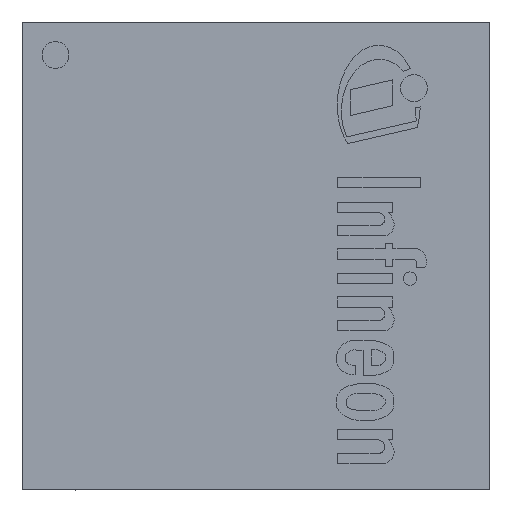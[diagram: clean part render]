
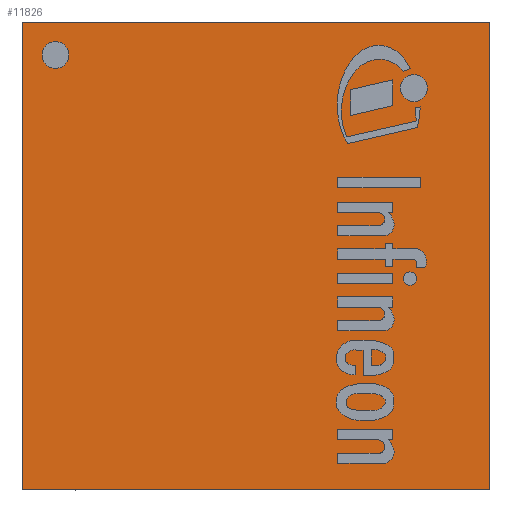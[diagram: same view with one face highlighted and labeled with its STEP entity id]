
A CAD part, top view. The second image highlights one B-rep face of the part: STEP entity #11826.
In plain terms, the highlighted planar face has unit normal (0, 0, 1).
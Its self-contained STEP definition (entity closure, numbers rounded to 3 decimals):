
#244=LINE('',#16883,#1663);
#245=LINE('',#16885,#1664);
#246=LINE('',#16887,#1665);
#247=LINE('',#16888,#1666);
#1663=VECTOR('',#13574,1.);
#1664=VECTOR('',#13575,1.);
#1665=VECTOR('',#13576,1.);
#1666=VECTOR('',#13577,1.);
#3083=PLANE('',#12621);
#3650=FACE_BOUND('',#4384,.T.);
#3661=FACE_OUTER_BOUND('',#4383,.T.);
#4383=EDGE_LOOP('',(#8247,#8248,#8249,#8250));
#4384=EDGE_LOOP('',(#8251));
#5111=CIRCLE('',#12618,0.2);
#5363=VERTEX_POINT('',#16875);
#5365=VERTEX_POINT('',#16881);
#5366=VERTEX_POINT('',#16882);
#5367=VERTEX_POINT('',#16884);
#5368=VERTEX_POINT('',#16886);
#6517=EDGE_CURVE('',#5363,#5363,#5111,.T.);
#6519=EDGE_CURVE('',#5365,#5366,#244,.T.);
#6520=EDGE_CURVE('',#5367,#5365,#245,.T.);
#6521=EDGE_CURVE('',#5368,#5367,#246,.T.);
#6522=EDGE_CURVE('',#5366,#5368,#247,.T.);
#8247=ORIENTED_EDGE('',*,*,#6519,.F.);
#8248=ORIENTED_EDGE('',*,*,#6520,.F.);
#8249=ORIENTED_EDGE('',*,*,#6521,.F.);
#8250=ORIENTED_EDGE('',*,*,#6522,.F.);
#8251=ORIENTED_EDGE('',*,*,#6517,.F.);
#11826=ADVANCED_FACE('',(#3661,#3650),#3083,.T.);
#12618=AXIS2_PLACEMENT_3D('',#16876,#13566,#13567);
#12621=AXIS2_PLACEMENT_3D('',#16880,#13572,#13573);
#13566=DIRECTION('center_axis',(0.,0.,1.));
#13567=DIRECTION('ref_axis',(0.,1.,0.));
#13572=DIRECTION('center_axis',(0.,0.,1.));
#13573=DIRECTION('ref_axis',(1.,0.,0.));
#13574=DIRECTION('',(0.,-1.,0.));
#13575=DIRECTION('',(1.,0.,0.));
#13576=DIRECTION('',(0.,1.,0.));
#13577=DIRECTION('',(-1.,0.,0.));
#16875=CARTESIAN_POINT('',(-3.,2.805,0.9));
#16876=CARTESIAN_POINT('Origin',(-3.,3.005,0.9));
#16880=CARTESIAN_POINT('Origin',(0.,0.,0.9));
#16881=CARTESIAN_POINT('',(3.49,3.49,0.9));
#16882=CARTESIAN_POINT('',(3.49,-3.49,0.9));
#16883=CARTESIAN_POINT('',(3.49,0.002,0.9));
#16884=CARTESIAN_POINT('',(-3.49,3.49,0.9));
#16885=CARTESIAN_POINT('',(-0.002,3.49,0.9));
#16886=CARTESIAN_POINT('',(-3.49,-3.49,0.9));
#16887=CARTESIAN_POINT('',(-3.49,0.,0.9));
#16888=CARTESIAN_POINT('',(0.,-3.49,0.9));
